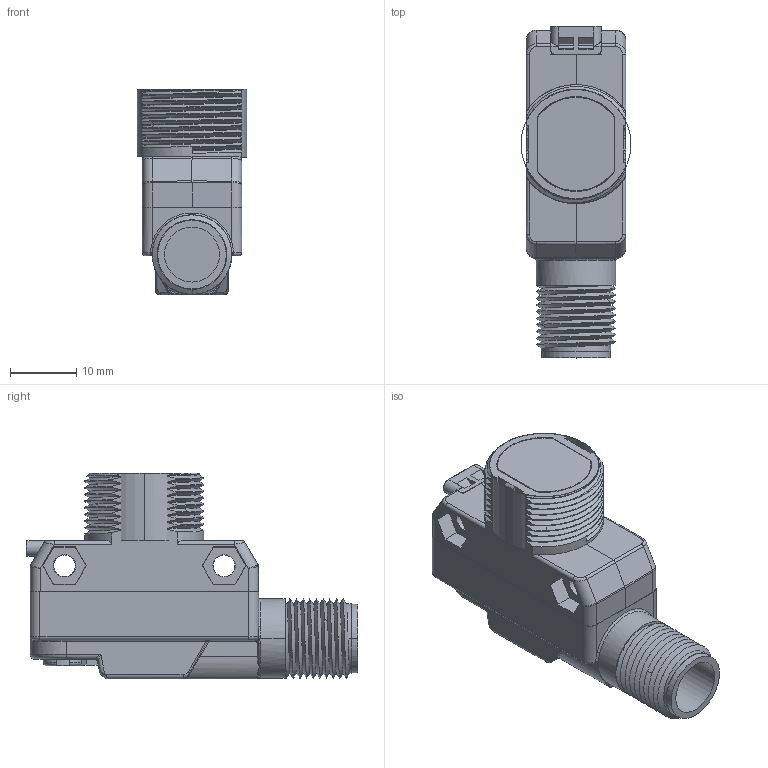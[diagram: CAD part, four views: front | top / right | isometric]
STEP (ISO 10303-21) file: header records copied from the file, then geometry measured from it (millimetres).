
FILE_DESCRIPTION((''),'2;1');
FILE_NAME('198355_ASM','2017-06-27T',('PDMAdmin'),('BANNER ENGINEERING'),'CREO PARAMETRIC BY PTC INC, 2016260','CREO PARAMETRIC BY PTC INC, 2016260','');
FILE_SCHEMA(('CONFIG_CONTROL_DESIGN'));
Products named in the file (21): 197206_BODY; 114096; 197206_ASM; 197207; 200509_ASM; 189788; 199683; 200510_ASM; 198358_ASM; 111057_AF0; 08427_AF0; 129250_AF70; 129248_AF70; 129249_AF57; 124519_AF0_ASM; 66516_AF0_ASM; 127343; 67851_AF1; 60902; 61611_ASM; 198355_ASM
Assembly tree (20 placements, depth 4):
  198355_ASM
    198358_ASM
      197206_ASM
        197206_BODY
        114096
      200509_ASM
        197207
      200510_ASM
        189788
        199683
    66516_AF0_ASM
      111057_AF0
      124519_AF0_ASM
        08427_AF0
        129250_AF70
        129248_AF70
        129249_AF57
    61611_ASM
      127343
      67851_AF1
      60902
Bounding box: 16.59 x 50.09 x 31.1 mm (x, y, z)
Volume: 6852.6 mm3; surface area: 12273.8 mm2
Topology: 13 solids, 15 shells, 1647 faces, 4159 edges, 2583 vertices
Faces by surface type: plane 723, cylinder 418, bspline 257, cone 98, torus 96, sphere 49, revolution 4, extrusion 2
Entity records: 79613 total; most frequent: CARTESIAN_POINT 41856, ORIENTED_EDGE 8292, DIRECTION 7069, EDGE_CURVE 4153, VERTEX_POINT 2583, AXIS2_PLACEMENT_3D 2495, VECTOR 2075, LINE 2073
